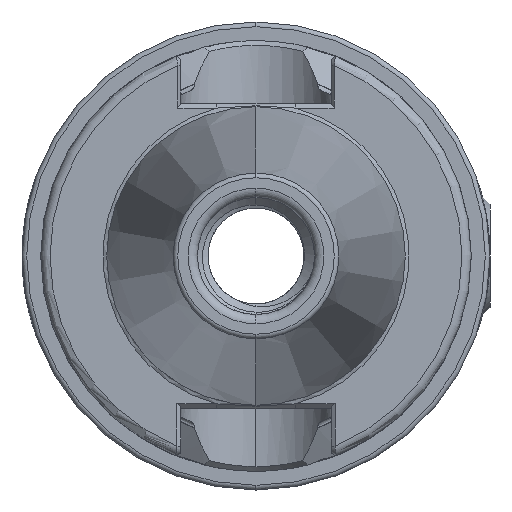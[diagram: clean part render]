
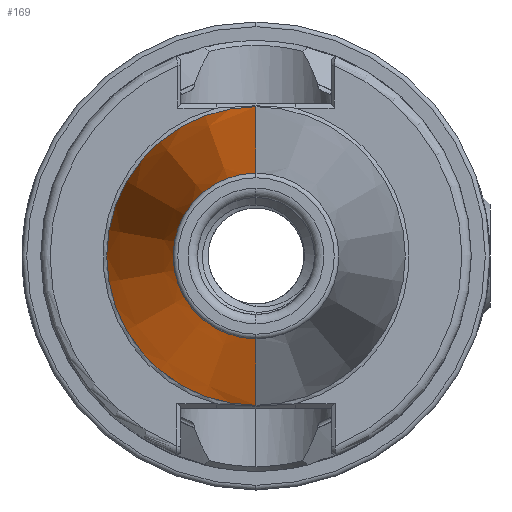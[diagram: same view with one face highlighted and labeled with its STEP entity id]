
A CAD part, left-side view. The second image highlights one B-rep face of the part: STEP entity #169.
In plain terms, the highlighted conical face has half-angle 8.297 degrees and reference radius 15.948 mm.
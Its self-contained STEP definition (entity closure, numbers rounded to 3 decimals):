
#169 = ADVANCED_FACE ( 'NONE', ( #3934 ), #3987, .T. ) ;
#1879 = DIRECTION ( 'NONE',  ( 0., 0., -1. ) ) ;
#1898 = CARTESIAN_POINT ( 'NONE',  ( -50.172, 0., 0. ) ) ;
#1900 = DIRECTION ( 'NONE',  ( 1., 0., 0. ) ) ;
#1921 = DIRECTION ( 'NONE',  ( 0.99, 0., 0.144 ) ) ;
#1948 = CARTESIAN_POINT ( 'NONE',  ( -1.5, 0., 15.948 ) ) ;
#2043 = CARTESIAN_POINT ( 'NONE',  ( -1.5, 0., -15.948 ) ) ;
#2050 = DIRECTION ( 'NONE',  ( 0., 0., -1. ) ) ;
#2058 = CARTESIAN_POINT ( 'NONE',  ( -1.5, 0., 0. ) ) ;
#2074 = DIRECTION ( 'NONE',  ( 0.99, 0., -0.144 ) ) ;
#2076 = DIRECTION ( 'NONE',  ( 1., 0., 0. ) ) ;
#3286 = ORIENTED_EDGE ( 'NONE', *, *, #16153, .T. ) ;
#3291 = ORIENTED_EDGE ( 'NONE', *, *, #16188, .F. ) ;
#3337 = ORIENTED_EDGE ( 'NONE', *, *, #16184, .F. ) ;
#3338 = ORIENTED_EDGE ( 'NONE', *, *, #16161, .T. ) ;
#3509 = EDGE_LOOP ( 'NONE', ( #3286, #3338, #3337, #3291 ) ) ;
#3934 = FACE_OUTER_BOUND ( 'NONE', #3509, .T. ) ;
#3987 = CONICAL_SURFACE ( 'NONE', #5974, 15.948, 0.145 ) ;
#4453 = CARTESIAN_POINT ( 'NONE',  ( -1.5, 0., 0. ) ) ;
#4469 = DIRECTION ( 'NONE',  ( 0., 0., -1. ) ) ;
#4499 = DIRECTION ( 'NONE',  ( 1., 0., 0. ) ) ;
#5822 = AXIS2_PLACEMENT_3D ( 'NONE', #1898, #1900, #1879 ) ;
#5849 = AXIS2_PLACEMENT_3D ( 'NONE', #2058, #2076, #2050 ) ;
#5974 = AXIS2_PLACEMENT_3D ( 'NONE', #4453, #4499, #4469 ) ;
#8883 = LINE ( 'NONE', #2043, #8906 ) ;
#8891 = CIRCLE ( 'NONE', #5849, 15.948 ) ;
#8892 = LINE ( 'NONE', #1948, #8926 ) ;
#8895 = CIRCLE ( 'NONE', #5822, 8.85 ) ;
#8906 = VECTOR ( 'NONE', #2074, 1000. ) ;
#8926 = VECTOR ( 'NONE', #1921, 1000. ) ;
#9939 = CARTESIAN_POINT ( 'NONE',  ( -50.172, 0., -8.85 ) ) ;
#9976 = CARTESIAN_POINT ( 'NONE',  ( -50.172, 0., 8.85 ) ) ;
#10024 = CARTESIAN_POINT ( 'NONE',  ( -1.5, 0., 15.948 ) ) ;
#10091 = CARTESIAN_POINT ( 'NONE',  ( -1.5, 0., -15.948 ) ) ;
#15511 = VERTEX_POINT ( 'NONE', #9939 ) ;
#15551 = VERTEX_POINT ( 'NONE', #9976 ) ;
#15552 = VERTEX_POINT ( 'NONE', #10024 ) ;
#15601 = VERTEX_POINT ( 'NONE', #10091 ) ;
#16153 = EDGE_CURVE ( 'NONE', #15511, #15551, #8895, .T. ) ;
#16161 = EDGE_CURVE ( 'NONE', #15551, #15552, #8892, .T. ) ;
#16184 = EDGE_CURVE ( 'NONE', #15601, #15552, #8891, .T. ) ;
#16188 = EDGE_CURVE ( 'NONE', #15511, #15601, #8883, .T. ) ;
